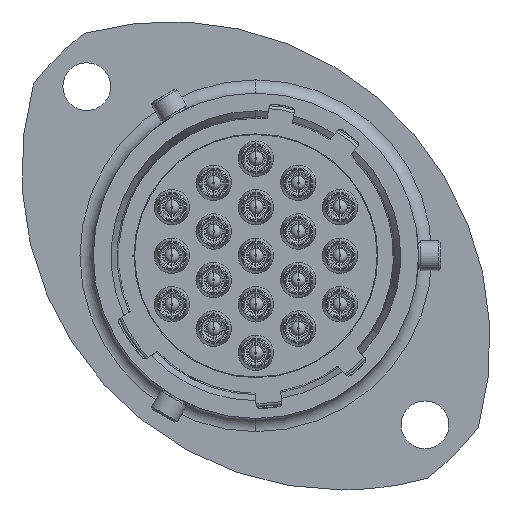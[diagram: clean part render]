
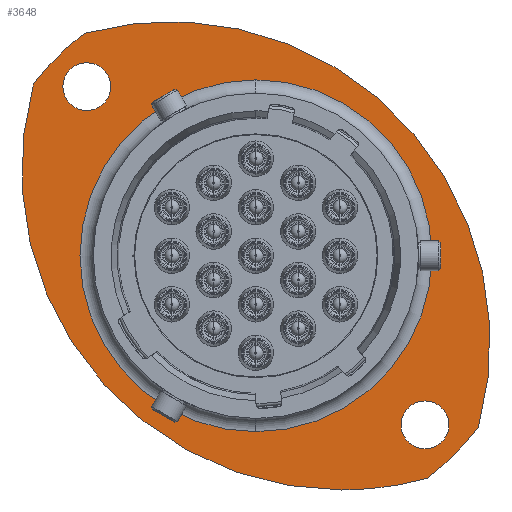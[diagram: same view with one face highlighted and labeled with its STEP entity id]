
A CAD part, left-side view. The second image highlights one B-rep face of the part: STEP entity #3648.
In plain terms, the highlighted planar face has unit normal (-1, 0, 0).
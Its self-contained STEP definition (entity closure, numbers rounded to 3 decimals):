
#204 = AXIS2_PLACEMENT_3D ( 'NONE', #27599, #7573, #30936 ) ;
#439 = VERTEX_POINT ( 'NONE', #17434 ) ;
#1044 = DIRECTION ( 'NONE',  ( -1., 0., 0. ) ) ;
#1170 = DIRECTION ( 'NONE',  ( 0., 0., -1. ) ) ;
#1764 = EDGE_CURVE ( 'NONE', #16040, #25935, #38984, .T. ) ;
#1849 = CARTESIAN_POINT ( 'NONE',  ( 15.98, 11.49, 13.115 ) ) ;
#1916 = CARTESIAN_POINT ( 'NONE',  ( 15.98, -5.834, -15.916 ) ) ;
#2075 = EDGE_CURVE ( 'NONE', #30658, #27858, #4942, .T. ) ;
#2783 = EDGE_LOOP ( 'NONE', ( #8576, #18751 ) ) ;
#2787 = AXIS2_PLACEMENT_3D ( 'NONE', #11162, #34578, #14500 ) ;
#3074 = DIRECTION ( 'NONE',  ( 0., 0., 1. ) ) ;
#3648 = ADVANCED_FACE ( 'NONE', ( #21509, #39388, #30461, #12640 ), #11253, .F. ) ;
#4206 = CARTESIAN_POINT ( 'NONE',  ( 15.98, -11.673, -15.118 ) ) ;
#4224 = AXIS2_PLACEMENT_3D ( 'NONE', #11545, #34939, #14866 ) ;
#4456 = CARTESIAN_POINT ( 'NONE',  ( 15.98, 0., 0. ) ) ;
#4487 = DIRECTION ( 'NONE',  ( 1., 0., 0. ) ) ;
#4507 = VERTEX_POINT ( 'NONE', #1916 ) ;
#4942 = CIRCLE ( 'NONE', #7619, 1.625 ) ;
#4978 = CIRCLE ( 'NONE', #7369, 1.625 ) ;
#5507 = EDGE_LOOP ( 'NONE', ( #22186, #39294, #27630, #27224, #21322 ) ) ;
#5674 = CARTESIAN_POINT ( 'NONE',  ( 15.98, 0., 0. ) ) ;
#6704 = ORIENTED_EDGE ( 'NONE', *, *, #34506, .T. ) ;
#7369 = AXIS2_PLACEMENT_3D ( 'NONE', #28484, #8454, #31821 ) ;
#7573 = DIRECTION ( 'NONE',  ( -1., 0., 0. ) ) ;
#7619 = AXIS2_PLACEMENT_3D ( 'NONE', #20967, #1044, #24356 ) ;
#7654 = CIRCLE ( 'NONE', #11688, 21.75 ) ;
#7829 = DIRECTION ( 'NONE',  ( 0., 0., 1. ) ) ;
#8183 = AXIS2_PLACEMENT_3D ( 'NONE', #16158, #39636, #19539 ) ;
#8454 = DIRECTION ( 'NONE',  ( -1., 0., 0. ) ) ;
#8576 = ORIENTED_EDGE ( 'NONE', *, *, #42286, .F. ) ;
#8735 = AXIS2_PLACEMENT_3D ( 'NONE', #4456, #27850, #7829 ) ;
#8996 = DIRECTION ( 'NONE',  ( 0., 0., -1. ) ) ;
#9026 = EDGE_CURVE ( 'NONE', #27858, #30658, #33656, .T. ) ;
#9372 = VERTEX_POINT ( 'NONE', #19754 ) ;
#10113 = VERTEX_POINT ( 'NONE', #27507 ) ;
#10457 = CIRCLE ( 'NONE', #19659, 11.955 ) ;
#11162 = CARTESIAN_POINT ( 'NONE',  ( 15.98, 5.834, -5.834 ) ) ;
#11253 = PLANE ( 'NONE',  #4224 ) ;
#11467 = EDGE_LOOP ( 'NONE', ( #26201, #38868 ) ) ;
#11545 = CARTESIAN_POINT ( 'NONE',  ( 15.98, 11.055, 0. ) ) ;
#11688 = AXIS2_PLACEMENT_3D ( 'NONE', #38104, #18012, #41467 ) ;
#12640 = FACE_OUTER_BOUND ( 'NONE', #5507, .T. ) ;
#14066 = EDGE_LOOP ( 'NONE', ( #18653, #6704 ) ) ;
#14500 = DIRECTION ( 'NONE',  ( 0., 0., -1. ) ) ;
#14565 = CIRCLE ( 'NONE', #15880, 19.1 ) ;
#14866 = DIRECTION ( 'NONE',  ( 0., 0., -1. ) ) ;
#15880 = AXIS2_PLACEMENT_3D ( 'NONE', #43107, #23028, #3074 ) ;
#16040 = VERTEX_POINT ( 'NONE', #1849 ) ;
#16158 = CARTESIAN_POINT ( 'NONE',  ( 15.98, -5.834, 5.834 ) ) ;
#16634 = AXIS2_PLACEMENT_3D ( 'NONE', #5674, #29031, #8996 ) ;
#17434 = CARTESIAN_POINT ( 'NONE',  ( 15.98, -15.118, -11.673 ) ) ;
#17878 = EDGE_CURVE ( 'NONE', #30847, #35542, #10457, .T. ) ;
#18012 = DIRECTION ( 'NONE',  ( -1., 0., 0. ) ) ;
#18653 = ORIENTED_EDGE ( 'NONE', *, *, #17878, .T. ) ;
#18751 = ORIENTED_EDGE ( 'NONE', *, *, #1764, .F. ) ;
#19539 = DIRECTION ( 'NONE',  ( 0., 0., -1. ) ) ;
#19549 = VERTEX_POINT ( 'NONE', #4206 ) ;
#19597 = EDGE_CURVE ( 'NONE', #439, #9372, #34281, .T. ) ;
#19611 = EDGE_CURVE ( 'NONE', #4507, #19549, #7654, .T. ) ;
#19659 = AXIS2_PLACEMENT_3D ( 'NONE', #24465, #4487, #27880 ) ;
#19754 = CARTESIAN_POINT ( 'NONE',  ( 15.98, 11.673, 15.118 ) ) ;
#20967 = CARTESIAN_POINT ( 'NONE',  ( 15.98, -11.49, -11.49 ) ) ;
#21098 = DIRECTION ( 'NONE',  ( -1., 0., 0. ) ) ;
#21322 = ORIENTED_EDGE ( 'NONE', *, *, #33343, .T. ) ;
#21509 = FACE_BOUND ( 'NONE', #14066, .T. ) ;
#22186 = ORIENTED_EDGE ( 'NONE', *, *, #27627, .T. ) ;
#23028 = DIRECTION ( 'NONE',  ( -1., 0., 0. ) ) ;
#23719 = CARTESIAN_POINT ( 'NONE',  ( 15.98, 0., 11.955 ) ) ;
#24356 = DIRECTION ( 'NONE',  ( 0., 0., -1. ) ) ;
#24465 = CARTESIAN_POINT ( 'NONE',  ( 15.98, 0., 0. ) ) ;
#25935 = VERTEX_POINT ( 'NONE', #29656 ) ;
#26201 = ORIENTED_EDGE ( 'NONE', *, *, #9026, .F. ) ;
#27224 = ORIENTED_EDGE ( 'NONE', *, *, #19597, .T. ) ;
#27507 = CARTESIAN_POINT ( 'NONE',  ( 15.98, 15.118, 11.673 ) ) ;
#27599 = CARTESIAN_POINT ( 'NONE',  ( 15.98, -11.49, -11.49 ) ) ;
#27627 = EDGE_CURVE ( 'NONE', #10113, #4507, #39404, .T. ) ;
#27630 = ORIENTED_EDGE ( 'NONE', *, *, #31352, .T. ) ;
#27850 = DIRECTION ( 'NONE',  ( -1., 0., 0. ) ) ;
#27858 = VERTEX_POINT ( 'NONE', #34319 ) ;
#27880 = DIRECTION ( 'NONE',  ( 0., 0., -1. ) ) ;
#28029 = AXIS2_PLACEMENT_3D ( 'NONE', #41206, #21098, #1170 ) ;
#28484 = CARTESIAN_POINT ( 'NONE',  ( 15.98, 11.49, 11.49 ) ) ;
#29031 = DIRECTION ( 'NONE',  ( 1., 0., 0. ) ) ;
#29656 = CARTESIAN_POINT ( 'NONE',  ( 15.98, 11.49, 9.865 ) ) ;
#30079 = CIRCLE ( 'NONE', #16634, 11.955 ) ;
#30461 = FACE_BOUND ( 'NONE', #11467, .T. ) ;
#30658 = VERTEX_POINT ( 'NONE', #38814 ) ;
#30847 = VERTEX_POINT ( 'NONE', #36414 ) ;
#30936 = DIRECTION ( 'NONE',  ( 0., 0., -1. ) ) ;
#31352 = EDGE_CURVE ( 'NONE', #19549, #439, #14565, .T. ) ;
#31821 = DIRECTION ( 'NONE',  ( 0., 0., -1. ) ) ;
#33343 = EDGE_CURVE ( 'NONE', #9372, #10113, #38243, .T. ) ;
#33656 = CIRCLE ( 'NONE', #204, 1.625 ) ;
#34281 = CIRCLE ( 'NONE', #2787, 21.75 ) ;
#34319 = CARTESIAN_POINT ( 'NONE',  ( 15.98, -11.49, -13.115 ) ) ;
#34506 = EDGE_CURVE ( 'NONE', #35542, #30847, #30079, .T. ) ;
#34578 = DIRECTION ( 'NONE',  ( -1., 0., 0. ) ) ;
#34939 = DIRECTION ( 'NONE',  ( 1., 0., 0. ) ) ;
#35542 = VERTEX_POINT ( 'NONE', #23719 ) ;
#36414 = CARTESIAN_POINT ( 'NONE',  ( 15.98, 0., -11.955 ) ) ;
#38104 = CARTESIAN_POINT ( 'NONE',  ( 15.98, -5.834, 5.834 ) ) ;
#38243 = CIRCLE ( 'NONE', #8735, 19.1 ) ;
#38814 = CARTESIAN_POINT ( 'NONE',  ( 15.98, -11.49, -9.865 ) ) ;
#38868 = ORIENTED_EDGE ( 'NONE', *, *, #2075, .F. ) ;
#38984 = CIRCLE ( 'NONE', #28029, 1.625 ) ;
#39294 = ORIENTED_EDGE ( 'NONE', *, *, #19611, .T. ) ;
#39388 = FACE_BOUND ( 'NONE', #2783, .T. ) ;
#39404 = CIRCLE ( 'NONE', #8183, 21.75 ) ;
#39636 = DIRECTION ( 'NONE',  ( -1., 0., 0. ) ) ;
#41206 = CARTESIAN_POINT ( 'NONE',  ( 15.98, 11.49, 11.49 ) ) ;
#41467 = DIRECTION ( 'NONE',  ( 0., 0., -1. ) ) ;
#42286 = EDGE_CURVE ( 'NONE', #25935, #16040, #4978, .T. ) ;
#43107 = CARTESIAN_POINT ( 'NONE',  ( 15.98, 0., 0. ) ) ;
